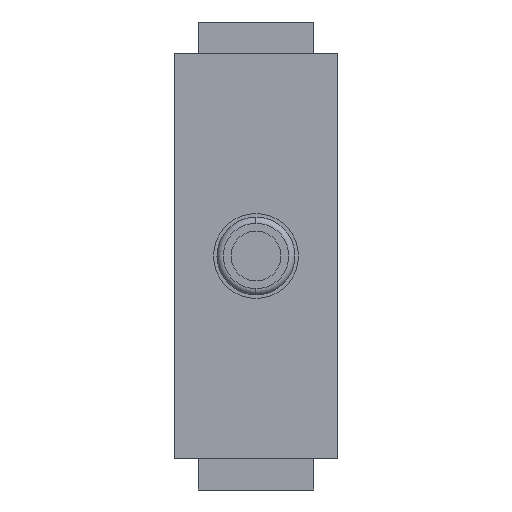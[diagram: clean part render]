
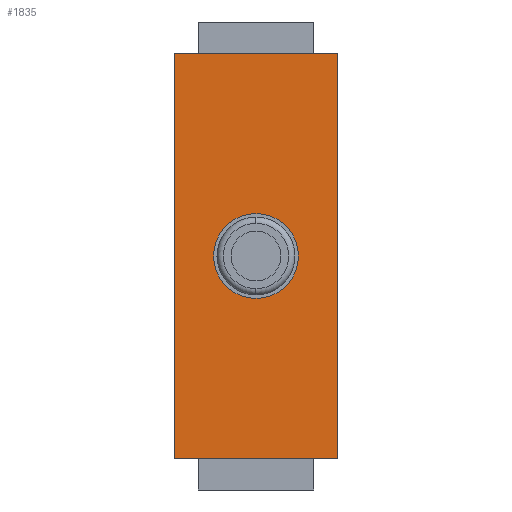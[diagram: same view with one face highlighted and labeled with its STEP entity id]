
A CAD part, left-side view. The second image highlights one B-rep face of the part: STEP entity #1835.
In plain terms, the highlighted planar face has unit normal (-1, 0, 0).
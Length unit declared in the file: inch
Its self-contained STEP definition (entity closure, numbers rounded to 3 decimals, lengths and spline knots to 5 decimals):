
#1314=CARTESIAN_POINT('',(-0.3588,0.,-0.068));
#1315=VERTEX_POINT('',#1314);
#1324=CARTESIAN_POINT('',(-0.3588,0.,0.068));
#1325=VERTEX_POINT('',#1324);
#1326=CARTESIAN_POINT('',(-0.3588,0.,0.0));
#1327=DIRECTION('',(1.0,0.0,0.0));
#1328=DIRECTION('',(0.0,0.0,-1.0));
#1329=AXIS2_PLACEMENT_3D('',#1326,#1327,#1328);
#1330=CIRCLE('',#1329,0.068);
#1331=EDGE_CURVE('',#1325,#1315,#1330,.T.);
#1366=CARTESIAN_POINT('',(-0.3588,0.1313,0.325));
#1367=VERTEX_POINT('',#1366);
#1374=CARTESIAN_POINT('',(-0.3588,-0.1313,0.325));
#1375=VERTEX_POINT('',#1374);
#1376=CARTESIAN_POINT('',(-0.3588,-0.1313,0.325));
#1377=DIRECTION('',(0.0,1.0,0.0));
#1378=VECTOR('',#1377,0.2626);
#1379=LINE('',#1376,#1378);
#1380=EDGE_CURVE('',#1375,#1367,#1379,.T.);
#1526=CARTESIAN_POINT('',(-0.3588,0.1313,-0.325));
#1527=VERTEX_POINT('',#1526);
#1670=CARTESIAN_POINT('',(-0.3588,-0.1313,-0.325));
#1671=VERTEX_POINT('',#1670);
#1678=CARTESIAN_POINT('',(-0.3588,0.1313,-0.325));
#1679=DIRECTION('',(0.0,-1.0,0.0));
#1680=VECTOR('',#1679,0.2626);
#1681=LINE('',#1678,#1680);
#1682=EDGE_CURVE('',#1527,#1671,#1681,.T.);
#1800=CARTESIAN_POINT('',(-0.3588,-0.1313,0.325));
#1801=DIRECTION('',(0.0,0.0,-1.0));
#1802=VECTOR('',#1801,0.65);
#1803=LINE('',#1800,#1802);
#1804=EDGE_CURVE('',#1375,#1671,#1803,.T.);
#1809=CARTESIAN_POINT('',(-0.3588,0.1313,0.325));
#1810=DIRECTION('',(-1.0,0.0,0.0));
#1811=DIRECTION('',(0.0,0.0,-1.0));
#1812=AXIS2_PLACEMENT_3D('',#1809,#1810,#1811);
#1813=PLANE('',#1812);
#1814=ORIENTED_EDGE('',*,*,#1682,.T.);
#1815=ORIENTED_EDGE('',*,*,#1804,.F.);
#1816=ORIENTED_EDGE('',*,*,#1380,.T.);
#1817=CARTESIAN_POINT('',(-0.3588,0.1313,0.325));
#1818=DIRECTION('',(0.0,0.0,-1.0));
#1819=VECTOR('',#1818,0.65);
#1820=LINE('',#1817,#1819);
#1821=EDGE_CURVE('',#1367,#1527,#1820,.T.);
#1822=ORIENTED_EDGE('',*,*,#1821,.T.);
#1823=EDGE_LOOP('',(#1814,#1815,#1816,#1822));
#1824=FACE_OUTER_BOUND('',#1823,.T.);
#1825=CARTESIAN_POINT('',(-0.3588,0.,0.0));
#1826=DIRECTION('',(1.0,0.0,0.0));
#1827=DIRECTION('',(0.0,0.0,-1.0));
#1828=AXIS2_PLACEMENT_3D('',#1825,#1826,#1827);
#1829=CIRCLE('',#1828,0.068);
#1830=EDGE_CURVE('',#1315,#1325,#1829,.T.);
#1831=ORIENTED_EDGE('',*,*,#1830,.T.);
#1832=ORIENTED_EDGE('',*,*,#1331,.T.);
#1833=EDGE_LOOP('',(#1831,#1832));
#1834=FACE_BOUND('',#1833,.T.);
#1835=ADVANCED_FACE('',(#1824,#1834),#1813,.T.);
